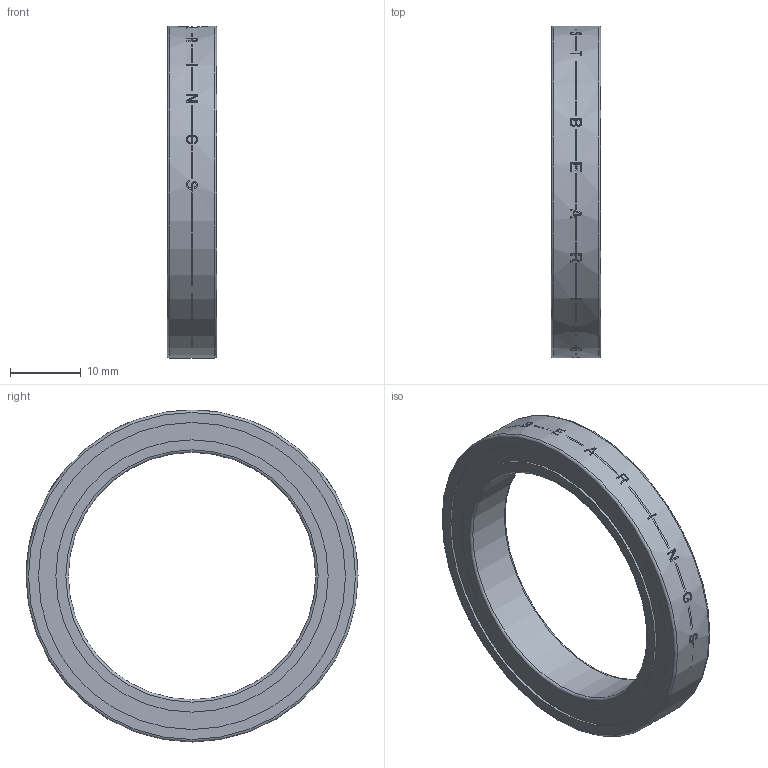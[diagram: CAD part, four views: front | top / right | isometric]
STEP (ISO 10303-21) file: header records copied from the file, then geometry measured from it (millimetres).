
FILE_DESCRIPTION(/* description */ (''),/* implementation_level */ '2;1');
FILE_NAME(/* name */ 'AST_Bearings_6807-2RS.step',/* time_stamp */ '2026-01-28T09:50:43-05:00',/* author */ (''),/* organization */ (''),/* preprocessor_version */ 'ST-DEVELOPER v20.1',/* originating_system */ 'Autodesk Translation Framework v14.24.0.0',/* authorisation */ '');
FILE_SCHEMA (('AUTOMOTIVE_DESIGN { 1 0 10303 214 3 1 1 }'));
Length unit declared in the file: inch
Products named in the file (1): 6807-2RS
Bounding box: 7.01 x 46.99 x 46.99 mm (x, y, z)
Volume: 3944 mm3; surface area: 7290.7 mm2
Topology: 2 solids, 4 shells, 356 faces, 1005 edges, 672 vertices
Faces by surface type: plane 294, sphere 38, cylinder 18, torus 6
Full cylindrical faces by diameter (mm): 35.001 x1, 38.542 x4, 39.944 x1, 42.047 x1, 43.449 x4, 46.736 x1, 46.99 x1
Entity records: 12788 total; most frequent: CARTESIAN_POINT 3811, ORIENTED_EDGE 1932, DIRECTION 1683, EDGE_CURVE 967, VERTEX_POINT 672, LINE 603, VECTOR 603, AXIS2_PLACEMENT_3D 540
